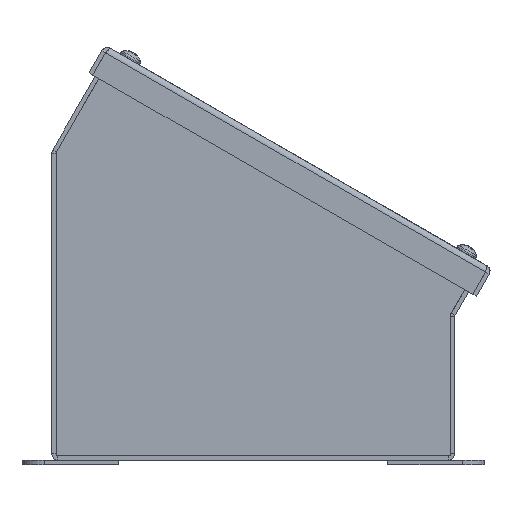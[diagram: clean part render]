
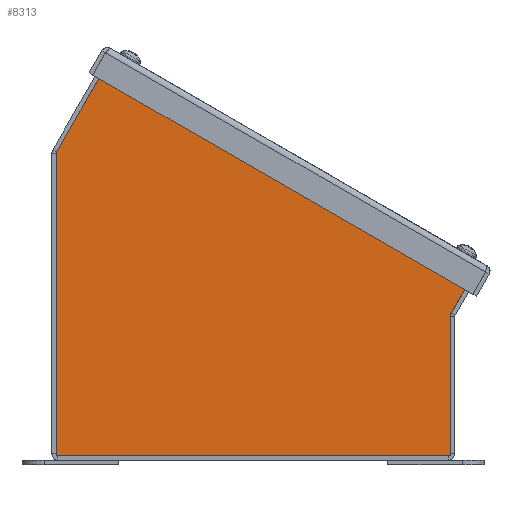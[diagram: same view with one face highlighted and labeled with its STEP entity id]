
A CAD part, front view. The second image highlights one B-rep face of the part: STEP entity #8313.
In plain terms, the highlighted face is planar.
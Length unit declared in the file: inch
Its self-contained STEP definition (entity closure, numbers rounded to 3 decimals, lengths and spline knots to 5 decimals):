
#377=LINE('',#12077,#1239);
#380=LINE('',#12083,#1242);
#383=LINE('',#12091,#1245);
#386=LINE('',#12095,#1248);
#398=LINE('',#12120,#1260);
#400=LINE('',#12124,#1262);
#402=LINE('',#12127,#1264);
#403=LINE('',#12130,#1265);
#404=LINE('',#12132,#1266);
#405=LINE('',#12134,#1267);
#406=LINE('',#12136,#1268);
#407=LINE('',#12138,#1269);
#408=LINE('',#12140,#1270);
#409=LINE('',#12141,#1271);
#1239=VECTOR('',#9816,5.28693);
#1242=VECTOR('',#9821,0.0002);
#1245=VECTOR('',#9826,0.03145);
#1248=VECTOR('',#9831,0.0002);
#1260=VECTOR('',#9847,0.03145);
#1262=VECTOR('',#9851,0.0002);
#1264=VECTOR('',#9855,0.0002);
#1265=VECTOR('',#9858,0.9087);
#1266=VECTOR('',#9859,1.75512);
#1267=VECTOR('',#9860,5.0975);
#1268=VECTOR('',#9861,6.632);
#1269=VECTOR('',#9862,2.375);
#1270=VECTOR('',#9863,0.79688);
#1271=VECTOR('',#9864,0.9087);
#2010=PLANE('',#8821);
#2436=FACE_OUTER_BOUND('',#2891,.T.);
#2891=EDGE_LOOP('',(#5882,#5883,#5884,#5885,#5886,#5887,#5888,#5889,#5890,
#5891,#5892,#5893,#5894,#5895));
#3653=VERTEX_POINT('',#12062);
#3654=VERTEX_POINT('',#12066);
#3657=VERTEX_POINT('',#12081);
#3660=VERTEX_POINT('',#12088);
#3661=VERTEX_POINT('',#12090);
#3671=VERTEX_POINT('',#12117);
#3672=VERTEX_POINT('',#12119);
#3673=VERTEX_POINT('',#12123);
#3674=VERTEX_POINT('',#12129);
#3675=VERTEX_POINT('',#12131);
#3676=VERTEX_POINT('',#12133);
#3677=VERTEX_POINT('',#12135);
#3678=VERTEX_POINT('',#12137);
#3679=VERTEX_POINT('',#12139);
#4488=EDGE_CURVE('',#3653,#3654,#377,.T.);
#4491=EDGE_CURVE('',#3654,#3657,#380,.T.);
#4494=EDGE_CURVE('',#3661,#3660,#383,.T.);
#4497=EDGE_CURVE('',#3657,#3661,#386,.T.);
#4509=EDGE_CURVE('',#3672,#3671,#398,.T.);
#4511=EDGE_CURVE('',#3673,#3653,#400,.T.);
#4513=EDGE_CURVE('',#3671,#3673,#402,.T.);
#4514=EDGE_CURVE('',#3674,#3660,#403,.T.);
#4515=EDGE_CURVE('',#3675,#3674,#404,.T.);
#4516=EDGE_CURVE('',#3676,#3675,#405,.T.);
#4517=EDGE_CURVE('',#3677,#3676,#406,.T.);
#4518=EDGE_CURVE('',#3678,#3677,#407,.T.);
#4519=EDGE_CURVE('',#3679,#3678,#408,.T.);
#4520=EDGE_CURVE('',#3672,#3679,#409,.T.);
#5882=ORIENTED_EDGE('',*,*,#4494,.T.);
#5883=ORIENTED_EDGE('',*,*,#4514,.F.);
#5884=ORIENTED_EDGE('',*,*,#4515,.F.);
#5885=ORIENTED_EDGE('',*,*,#4516,.F.);
#5886=ORIENTED_EDGE('',*,*,#4517,.F.);
#5887=ORIENTED_EDGE('',*,*,#4518,.F.);
#5888=ORIENTED_EDGE('',*,*,#4519,.F.);
#5889=ORIENTED_EDGE('',*,*,#4520,.F.);
#5890=ORIENTED_EDGE('',*,*,#4509,.T.);
#5891=ORIENTED_EDGE('',*,*,#4513,.T.);
#5892=ORIENTED_EDGE('',*,*,#4511,.T.);
#5893=ORIENTED_EDGE('',*,*,#4488,.T.);
#5894=ORIENTED_EDGE('',*,*,#4491,.T.);
#5895=ORIENTED_EDGE('',*,*,#4497,.T.);
#8313=ADVANCED_FACE('',(#2436),#2010,.T.);
#8821=AXIS2_PLACEMENT_3D('',#12128,#9856,#9857);
#9816=DIRECTION('',(-0.866,0.5,0.));
#9821=DIRECTION('',(-0.5,-0.866,0.));
#9826=DIRECTION('',(0.5,0.866,0.));
#9831=DIRECTION('',(-0.866,0.5,0.));
#9847=DIRECTION('',(-0.5,-0.866,0.));
#9851=DIRECTION('',(0.5,0.866,0.));
#9855=DIRECTION('',(-0.866,0.5,0.));
#9856=DIRECTION('center_axis',(0.,0.,1.));
#9857=DIRECTION('ref_axis',(1.,0.,0.));
#9858=DIRECTION('',(0.866,-0.5,0.));
#9859=DIRECTION('',(0.5,0.866,0.));
#9860=DIRECTION('',(0.,1.,0.));
#9861=DIRECTION('',(-1.,0.,0.));
#9862=DIRECTION('',(0.,-1.,0.));
#9863=DIRECTION('',(-0.5,-0.866,0.));
#9864=DIRECTION('',(0.866,-0.5,0.));
#12062=CARTESIAN_POINT('',(6.22768,3.4925,0.074));
#12066=CARTESIAN_POINT('',(1.64907,6.13597,0.074));
#12077=CARTESIAN_POINT('',(2.9253,5.39913,0.074));
#12081=CARTESIAN_POINT('',(1.64897,6.13579,0.074));
#12083=CARTESIAN_POINT('',(1.06434,5.1232,0.074));
#12088=CARTESIAN_POINT('',(1.66452,6.16313,0.074));
#12090=CARTESIAN_POINT('',(1.64879,6.13589,0.074));
#12091=CARTESIAN_POINT('',(1.07203,5.13692,0.074));
#12095=CARTESIAN_POINT('',(2.92511,5.39901,0.074));
#12117=CARTESIAN_POINT('',(6.22776,3.49223,0.074));
#12119=CARTESIAN_POINT('',(6.24348,3.51946,0.074));
#12120=CARTESIAN_POINT('',(5.64313,2.47963,0.074));
#12123=CARTESIAN_POINT('',(6.22758,3.49233,0.074));
#12124=CARTESIAN_POINT('',(5.65082,2.49335,0.074));
#12127=CARTESIAN_POINT('',(5.21451,4.07723,0.074));
#12128=CARTESIAN_POINT('Origin',(3.03219,2.63694,0.074));
#12129=CARTESIAN_POINT('',(0.87756,6.61748,0.074));
#12130=CARTESIAN_POINT('',(7.03044,3.06511,0.074));
#12131=CARTESIAN_POINT('',(0.,5.0975,0.074));
#12132=CARTESIAN_POINT('',(0.87756,6.61748,0.074));
#12133=CARTESIAN_POINT('',(0.,0.,0.074));
#12134=CARTESIAN_POINT('',(0.,5.0975,0.074));
#12135=CARTESIAN_POINT('',(6.632,0.,0.074));
#12136=CARTESIAN_POINT('',(0.,0.,0.074));
#12137=CARTESIAN_POINT('',(6.632,2.375,0.074));
#12138=CARTESIAN_POINT('',(6.632,0.,0.074));
#12139=CARTESIAN_POINT('',(7.03044,3.06511,0.074));
#12140=CARTESIAN_POINT('',(6.632,2.375,0.074));
#12141=CARTESIAN_POINT('',(7.03044,3.06511,0.074));
